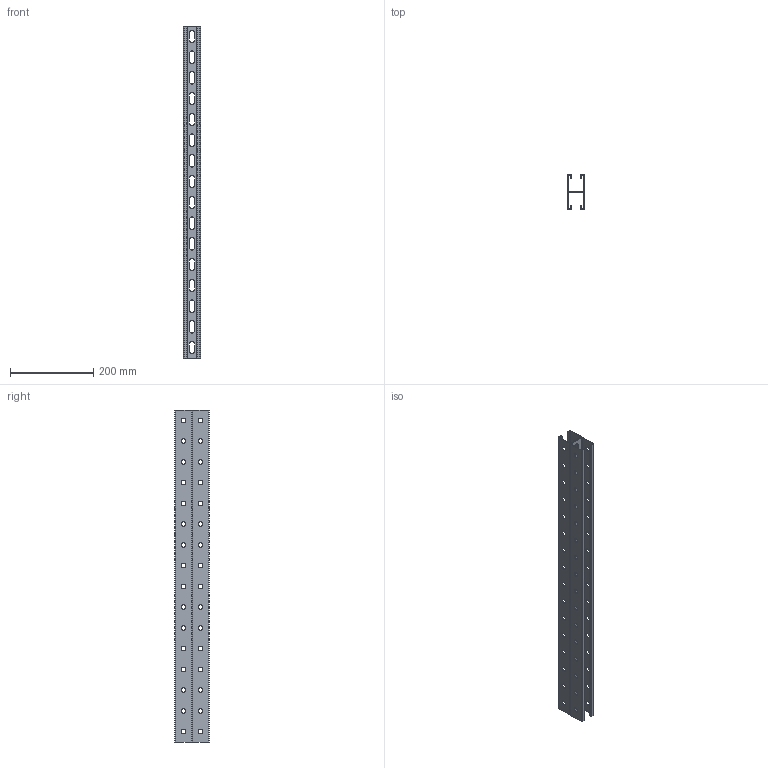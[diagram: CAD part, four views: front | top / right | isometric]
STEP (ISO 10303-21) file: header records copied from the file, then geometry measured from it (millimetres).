
FILE_DESCRIPTION (( 'STEP AP203' ), '1' );
FILE_NAME ('Äâîéíîé STRUT-ïðîôèëü_h41-L800.step', '2022-01-24T13:20:25', ( '' ), ( '' ), 'SwSTEP 2.0', 'SolidWorks 2017', '' );
FILE_SCHEMA (( 'CONFIG_CONTROL_DESIGN' ));
Length unit declared in the file: millimetre
Products named in the file (2): STRUT-镳铘桦黖h41-800; Äâîéíîé STRUT-ïðîôèëü_h41-L800
Assembly tree (2 placements, depth 2):
  Äâîéíîé STRUT-ïðîôèëü_h41-L800
    STRUT-镳铘桦黖h41-800  x2
Bounding box: 41 x 82 x 800 mm (x, y, z)
Volume: 314984.7 mm3; surface area: 437675.1 mm2
Topology: 2 solids, 2 shells, 3036 faces, 9048 edges, 6016 vertices
Faces by surface type: plane 2832, cylinder 204
Entity records: 50460 total; most frequent: CARTESIAN_POINT 9055, ORIENTED_EDGE 9048, DIRECTION 7774, EDGE_CURVE 4524, LINE 4320, VECTOR 4320, VERTEX_POINT 3008, AXIS2_PLACEMENT_3D 1727
